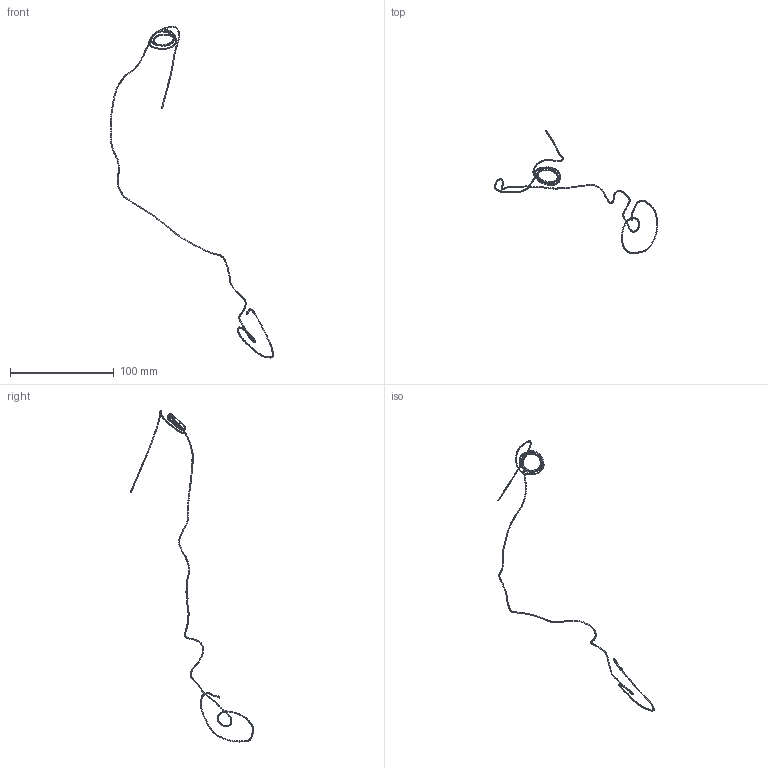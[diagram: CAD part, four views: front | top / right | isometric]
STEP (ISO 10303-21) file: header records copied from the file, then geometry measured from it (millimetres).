
FILE_DESCRIPTION(('STEP AP214'),'1');
FILE_NAME('Adult_DBS_04_Insulation.step','2024-02-05T22:03:55',(' '),('ANSOFT Corporation'),'Spatial InterOp 3D',' ',' ');
FILE_SCHEMA(('AUTOMOTIVE_DESIGN { 1 0 10303 214 1 1 1 1 }'));
Length unit declared in the file: millimetre
Products named in the file (1): Insulation
Bounding box: 156.91 x 118.42 x 319.31 mm (x, y, z)
Volume: 722.8 mm3; surface area: 2889.5 mm2
Topology: 1 solids, 1 shells, 1211 faces, 3188 edges, 1980 vertices
Faces by surface type: cylinder 1208, plane 3
Entity records: 37978 total; most frequent: DIRECTION 7592, CARTESIAN_POINT 6380, ORIENTED_EDGE 6376, AXIS2_PLACEMENT_3D 3192, EDGE_CURVE 3188, VERTEX_POINT 1980, ELLIPSE 1894, EDGE_LOOP 1212
